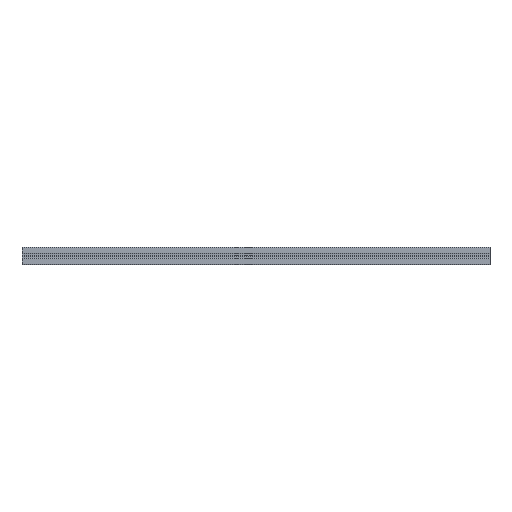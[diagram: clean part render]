
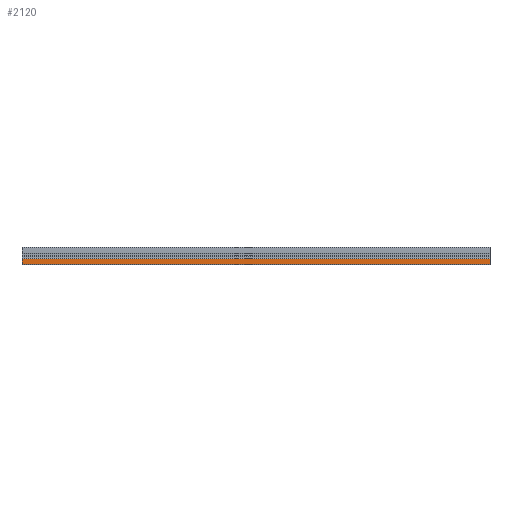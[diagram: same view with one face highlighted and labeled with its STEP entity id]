
A CAD part, left-side view. The second image highlights one B-rep face of the part: STEP entity #2120.
In plain terms, the highlighted planar face has unit normal (-1, 0, 0).
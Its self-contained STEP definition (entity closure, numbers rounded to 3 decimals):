
#311 = CARTESIAN_POINT ( 'NONE',  ( 0., 795., -19.5 ) ) ;
#404 = DIRECTION ( 'NONE',  ( 0., 0., -1. ) ) ;
#476 = DIRECTION ( 'NONE',  ( 0., 0., -1. ) ) ;
#587 = EDGE_CURVE ( 'NONE', #2521, #1929, #3012, .T. ) ;
#589 = CARTESIAN_POINT ( 'NONE',  ( 0., 795., -29. ) ) ;
#680 = DIRECTION ( 'NONE',  ( 0., -1., 0. ) ) ;
#691 = EDGE_CURVE ( 'NONE', #2123, #971, #3162, .T. ) ;
#833 = PLANE ( 'NONE',  #1703 ) ;
#971 = VERTEX_POINT ( 'NONE', #3118 ) ;
#1151 = CARTESIAN_POINT ( 'NONE',  ( 0., 795., 0. ) ) ;
#1300 = EDGE_LOOP ( 'NONE', ( #2684, #1596, #1743, #2792 ) ) ;
#1389 = VECTOR ( 'NONE', #476, 1000. ) ;
#1491 = LINE ( 'NONE', #2230, #1389 ) ;
#1596 = ORIENTED_EDGE ( 'NONE', *, *, #691, .T. ) ;
#1703 = AXIS2_PLACEMENT_3D ( 'NONE', #1783, #2079, #2855 ) ;
#1743 = ORIENTED_EDGE ( 'NONE', *, *, #1961, .F. ) ;
#1783 = CARTESIAN_POINT ( 'NONE',  ( 0., 795., 0. ) ) ;
#1925 = DIRECTION ( 'NONE',  ( 0., -1., 0. ) ) ;
#1929 = VERTEX_POINT ( 'NONE', #2479 ) ;
#1961 = EDGE_CURVE ( 'NONE', #1929, #971, #1491, .T. ) ;
#1976 = VECTOR ( 'NONE', #1925, 1000. ) ;
#2079 = DIRECTION ( 'NONE',  ( -1., 0., 0. ) ) ;
#2098 = FACE_OUTER_BOUND ( 'NONE', #1300, .T. ) ;
#2120 = ADVANCED_FACE ( 'NONE', ( #2098 ), #833, .T. ) ;
#2123 = VERTEX_POINT ( 'NONE', #589 ) ;
#2163 = VECTOR ( 'NONE', #404, 1000. ) ;
#2189 = VECTOR ( 'NONE', #680, 1000. ) ;
#2230 = CARTESIAN_POINT ( 'NONE',  ( 0., 0., 0. ) ) ;
#2479 = CARTESIAN_POINT ( 'NONE',  ( 0., 0., -19.5 ) ) ;
#2521 = VERTEX_POINT ( 'NONE', #311 ) ;
#2660 = CARTESIAN_POINT ( 'NONE',  ( 0., 795., -29. ) ) ;
#2684 = ORIENTED_EDGE ( 'NONE', *, *, #2698, .T. ) ;
#2698 = EDGE_CURVE ( 'NONE', #2521, #2123, #2883, .T. ) ;
#2792 = ORIENTED_EDGE ( 'NONE', *, *, #587, .F. ) ;
#2855 = DIRECTION ( 'NONE',  ( 0., 0., 1. ) ) ;
#2883 = LINE ( 'NONE', #1151, #2163 ) ;
#2941 = CARTESIAN_POINT ( 'NONE',  ( 0., 795., -19.5 ) ) ;
#3012 = LINE ( 'NONE', #2941, #2189 ) ;
#3118 = CARTESIAN_POINT ( 'NONE',  ( 0., 0., -29. ) ) ;
#3162 = LINE ( 'NONE', #2660, #1976 ) ;
